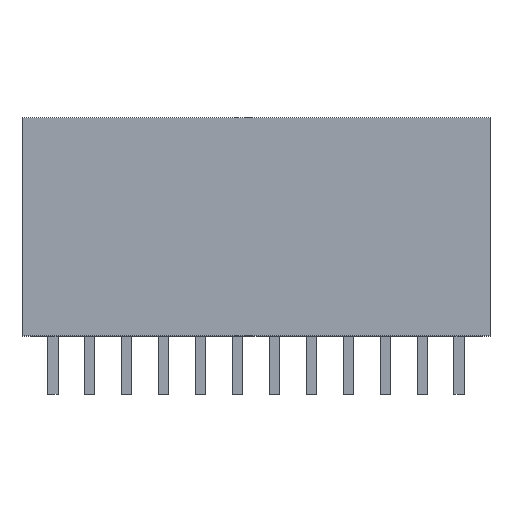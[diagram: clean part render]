
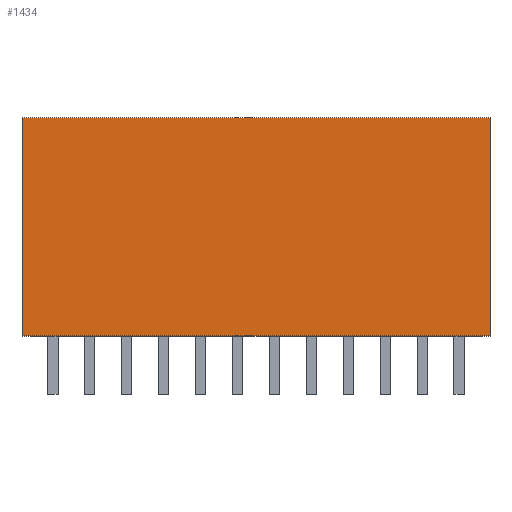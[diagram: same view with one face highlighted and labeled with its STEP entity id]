
A CAD part, top view. The second image highlights one B-rep face of the part: STEP entity #1434.
In plain terms, the highlighted planar face has unit normal (0, 0, 1).
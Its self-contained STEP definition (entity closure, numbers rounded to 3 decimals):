
#146=FACE_OUTER_BOUND('',#236,.T.);
#236=EDGE_LOOP('',(#1055,#1056,#1057,#1058));
#328=LINE('',#2265,#508);
#347=LINE('',#2303,#527);
#348=LINE('',#2306,#528);
#350=LINE('',#2309,#530);
#508=VECTOR('',#1847,1.);
#527=VECTOR('',#1880,1.);
#528=VECTOR('',#1883,1.);
#530=VECTOR('',#1887,1.);
#679=VERTEX_POINT('',#2261);
#681=VERTEX_POINT('',#2264);
#693=VERTEX_POINT('',#2301);
#694=VERTEX_POINT('',#2305);
#808=EDGE_CURVE('',#681,#679,#328,.T.);
#827=EDGE_CURVE('',#679,#693,#347,.T.);
#828=EDGE_CURVE('',#694,#681,#348,.T.);
#830=EDGE_CURVE('',#693,#694,#350,.T.);
#1055=ORIENTED_EDGE('',*,*,#830,.T.);
#1056=ORIENTED_EDGE('',*,*,#828,.T.);
#1057=ORIENTED_EDGE('',*,*,#808,.T.);
#1058=ORIENTED_EDGE('',*,*,#827,.T.);
#1345=PLANE('',#1696);
#1434=ADVANCED_FACE('',(#146),#1345,.T.);
#1696=AXIS2_PLACEMENT_3D('',#2310,#1888,#1889);
#1847=DIRECTION('',(-1.,0.,0.));
#1880=DIRECTION('',(0.,-1.,0.));
#1883=DIRECTION('',(0.,1.,0.));
#1887=DIRECTION('',(1.,0.,0.));
#1888=DIRECTION('center_axis',(0.,0.,1.));
#1889=DIRECTION('ref_axis',(1.,0.,0.));
#2261=CARTESIAN_POINT('',(-16.1,15.,4.55));
#2264=CARTESIAN_POINT('',(16.1,15.,4.55));
#2265=CARTESIAN_POINT('',(-16.1,15.,4.55));
#2301=CARTESIAN_POINT('',(-16.1,0.,4.55));
#2303=CARTESIAN_POINT('',(-16.1,0.,4.55));
#2305=CARTESIAN_POINT('',(16.1,0.,4.55));
#2306=CARTESIAN_POINT('',(16.1,15.,4.55));
#2309=CARTESIAN_POINT('',(16.1,0.,4.55));
#2310=CARTESIAN_POINT('Origin',(0.,7.5,4.55));
